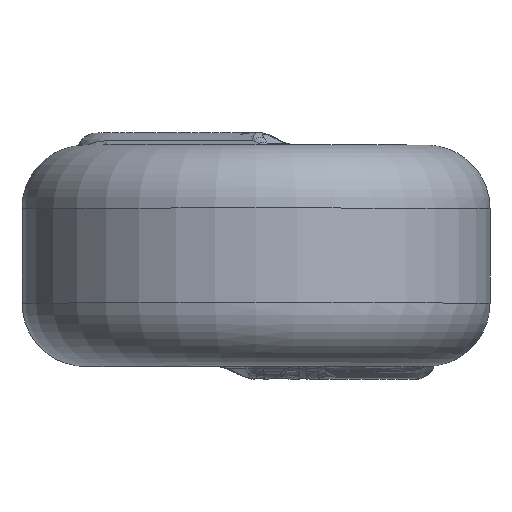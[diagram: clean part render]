
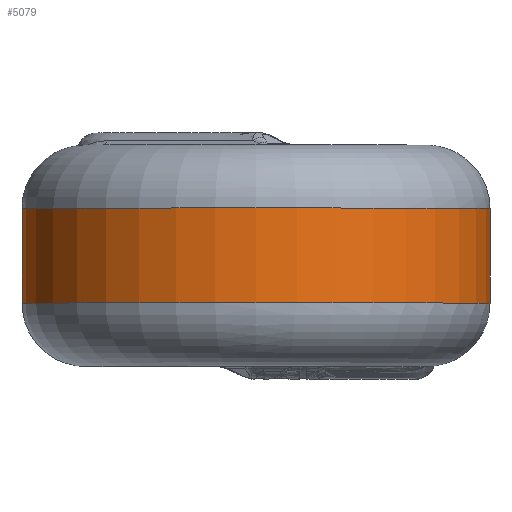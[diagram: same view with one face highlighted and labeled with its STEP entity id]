
A CAD part, top view. The second image highlights one B-rep face of the part: STEP entity #5079.
In plain terms, the highlighted cylindrical face has radius 3.7 mm (diameter 7.4 mm), a full revolution.
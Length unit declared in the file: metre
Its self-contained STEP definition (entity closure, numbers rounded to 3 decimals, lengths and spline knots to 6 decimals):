
#85=CIRCLE('',#5299,0.0037);
#86=CIRCLE('',#5300,0.0037);
#703=CYLINDRICAL_SURFACE('',#5298,0.0037);
#1385=ORIENTED_EDGE('',*,*,#2213,.T.);
#1386=ORIENTED_EDGE('',*,*,#2214,.F.);
#2213=EDGE_CURVE('',#2629,#2629,#85,.T.);
#2214=EDGE_CURVE('',#2630,#2630,#86,.T.);
#2629=VERTEX_POINT('',#8434);
#2630=VERTEX_POINT('',#8436);
#3128=EDGE_LOOP('',(#1385));
#3129=EDGE_LOOP('',(#1386));
#3356=FACE_BOUND('',#3128,.T.);
#3357=FACE_BOUND('',#3129,.T.);
#5079=ADVANCED_FACE('',(#3356,#3357),#703,.T.);
#5298=AXIS2_PLACEMENT_3D('',#8432,#5890,#5891);
#5299=AXIS2_PLACEMENT_3D('',#8433,#5892,#5893);
#5300=AXIS2_PLACEMENT_3D('',#8435,#5894,#5895);
#5890=DIRECTION('',(0.,1.,0.));
#5891=DIRECTION('',(0.,0.,1.));
#5892=DIRECTION('',(0.,1.,0.));
#5893=DIRECTION('',(0.,0.,1.));
#5894=DIRECTION('',(0.,1.,0.));
#5895=DIRECTION('',(0.,0.,1.));
#8432=CARTESIAN_POINT('',(0.,-0.00175,0.));
#8433=CARTESIAN_POINT('',(0.,-0.00075,0.));
#8434=CARTESIAN_POINT('',(0.,-0.00075,0.0037));
#8435=CARTESIAN_POINT('',(0.,0.00075,0.));
#8436=CARTESIAN_POINT('',(0.,0.00075,0.0037));
